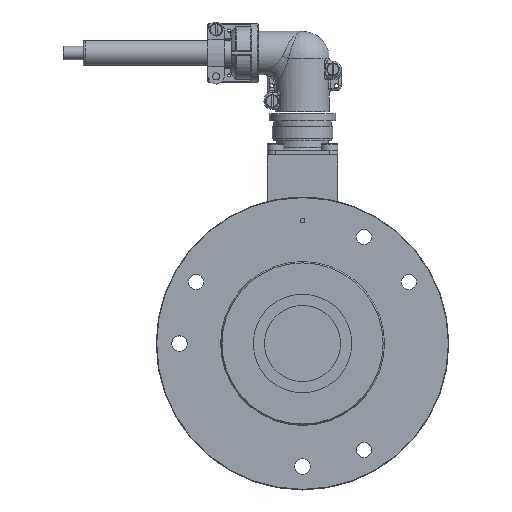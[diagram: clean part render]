
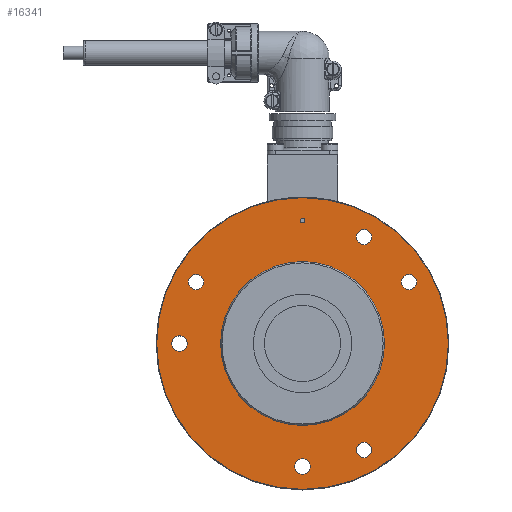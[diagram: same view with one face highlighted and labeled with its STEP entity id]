
A CAD part, top view. The second image highlights one B-rep face of the part: STEP entity #16341.
In plain terms, the highlighted planar face has unit normal (0, 0, 1).
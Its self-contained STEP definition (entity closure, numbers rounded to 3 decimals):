
#49 = AXIS2_PLACEMENT_3D ( 'NONE', #6409, #4902, #11830 ) ;
#196 = EDGE_LOOP ( 'NONE', ( #6897 ) ) ;
#215 = CARTESIAN_POINT ( 'NONE',  ( -49.2, 0., 39. ) ) ;
#231 = AXIS2_PLACEMENT_3D ( 'NONE', #16547, #4373, #9789 ) ;
#664 = AXIS2_PLACEMENT_3D ( 'NONE', #3556, #9064, #4718 ) ;
#918 = AXIS2_PLACEMENT_3D ( 'NONE', #1278, #6868, #12295 ) ;
#990 = EDGE_LOOP ( 'NONE', ( #12331 ) ) ;
#1193 = VERTEX_POINT ( 'NONE', #6593 ) ;
#1278 = CARTESIAN_POINT ( 'NONE',  ( -45.466, 26.25, 39. ) ) ;
#1886 = CARTESIAN_POINT ( 'NONE',  ( 3.3, -52.5, 39. ) ) ;
#1933 = FACE_BOUND ( 'NONE', #2345, .T. ) ;
#2184 = FACE_BOUND ( 'NONE', #10322, .T. ) ;
#2345 = EDGE_LOOP ( 'NONE', ( #2485 ) ) ;
#2391 = EDGE_CURVE ( 'NONE', #11080, #11080, #15613, .T. ) ;
#2485 = ORIENTED_EDGE ( 'NONE', *, *, #4098, .F. ) ;
#2851 = DIRECTION ( 'NONE',  ( 1., 0., 0. ) ) ;
#2873 = VERTEX_POINT ( 'NONE', #8548 ) ;
#3242 = CARTESIAN_POINT ( 'NONE',  ( 48.766, 26.25, 39. ) ) ;
#3338 = FACE_BOUND ( 'NONE', #8002, .T. ) ;
#3556 = CARTESIAN_POINT ( 'NONE',  ( 0., 52.5, 39. ) ) ;
#3700 = AXIS2_PLACEMENT_3D ( 'NONE', #14633, #13118, #14723 ) ;
#3908 = DIRECTION ( 'NONE',  ( 0., 0., 1. ) ) ;
#4098 = EDGE_CURVE ( 'NONE', #15414, #15414, #10723, .T. ) ;
#4373 = DIRECTION ( 'NONE',  ( 0., 0., 1. ) ) ;
#4447 = CIRCLE ( 'NONE', #6134, 3.3 ) ;
#4711 = ORIENTED_EDGE ( 'NONE', *, *, #2391, .T. ) ;
#4718 = DIRECTION ( 'NONE',  ( 1., 0., 0. ) ) ;
#4902 = DIRECTION ( 'NONE',  ( 0., 0., 1. ) ) ;
#4932 = DIRECTION ( 'NONE',  ( 0., 0., 1. ) ) ;
#5162 = CIRCLE ( 'NONE', #918, 3.3 ) ;
#5254 = DIRECTION ( 'NONE',  ( 0., 0., 1. ) ) ;
#5820 = EDGE_CURVE ( 'NONE', #11498, #11498, #8324, .T. ) ;
#6025 = ORIENTED_EDGE ( 'NONE', *, *, #15079, .F. ) ;
#6074 = CARTESIAN_POINT ( 'NONE',  ( 29.55, 45.466, 39. ) ) ;
#6134 = AXIS2_PLACEMENT_3D ( 'NONE', #12192, #5254, #10682 ) ;
#6261 = FACE_OUTER_BOUND ( 'NONE', #11187, .T. ) ;
#6409 = CARTESIAN_POINT ( 'NONE',  ( 26.25, -45.466, 39. ) ) ;
#6593 = CARTESIAN_POINT ( 'NONE',  ( 35., 0., 39. ) ) ;
#6868 = DIRECTION ( 'NONE',  ( 0., 0., 1. ) ) ;
#6897 = ORIENTED_EDGE ( 'NONE', *, *, #9001, .F. ) ;
#6982 = CARTESIAN_POINT ( 'NONE',  ( 62.3, 0., 39. ) ) ;
#7017 = EDGE_LOOP ( 'NONE', ( #8616 ) ) ;
#7041 = VERTEX_POINT ( 'NONE', #215 ) ;
#7410 = EDGE_LOOP ( 'NONE', ( #7954 ) ) ;
#7954 = ORIENTED_EDGE ( 'NONE', *, *, #5820, .F. ) ;
#7993 = DIRECTION ( 'NONE',  ( 1., 0., 0. ) ) ;
#8002 = EDGE_LOOP ( 'NONE', ( #12117 ) ) ;
#8324 = CIRCLE ( 'NONE', #664, 1. ) ;
#8548 = CARTESIAN_POINT ( 'NONE',  ( 29.55, -45.466, 39. ) ) ;
#8616 = ORIENTED_EDGE ( 'NONE', *, *, #12015, .F. ) ;
#8762 = FACE_BOUND ( 'NONE', #7017, .T. ) ;
#9001 = EDGE_CURVE ( 'NONE', #10335, #10335, #4447, .T. ) ;
#9064 = DIRECTION ( 'NONE',  ( 0., 0., 1. ) ) ;
#9070 = CARTESIAN_POINT ( 'NONE',  ( -52.5, 0., 39. ) ) ;
#9385 = CIRCLE ( 'NONE', #3700, 35. ) ;
#9388 = EDGE_LOOP ( 'NONE', ( #14649 ) ) ;
#9430 = AXIS2_PLACEMENT_3D ( 'NONE', #13515, #3908, #2851 ) ;
#9714 = CIRCLE ( 'NONE', #9430, 3.3 ) ;
#9789 = DIRECTION ( 'NONE',  ( 1., 0., 0. ) ) ;
#10057 = CARTESIAN_POINT ( 'NONE',  ( -42.166, 26.25, 39. ) ) ;
#10238 = DIRECTION ( 'NONE',  ( 1., 0., 0. ) ) ;
#10322 = EDGE_LOOP ( 'NONE', ( #6025 ) ) ;
#10335 = VERTEX_POINT ( 'NONE', #6074 ) ;
#10423 = CARTESIAN_POINT ( 'NONE',  ( 1., 52.5, 39. ) ) ;
#10682 = DIRECTION ( 'NONE',  ( 1., 0., 0. ) ) ;
#10723 = CIRCLE ( 'NONE', #231, 3.3 ) ;
#11080 = VERTEX_POINT ( 'NONE', #6982 ) ;
#11187 = EDGE_LOOP ( 'NONE', ( #4711 ) ) ;
#11498 = VERTEX_POINT ( 'NONE', #10423 ) ;
#11600 = PLANE ( 'NONE',  #17395 ) ;
#11681 = FACE_BOUND ( 'NONE', #196, .T. ) ;
#11766 = FACE_BOUND ( 'NONE', #990, .T. ) ;
#11830 = DIRECTION ( 'NONE',  ( 1., 0., 0. ) ) ;
#12015 = EDGE_CURVE ( 'NONE', #1193, #1193, #9385, .T. ) ;
#12117 = ORIENTED_EDGE ( 'NONE', *, *, #15384, .F. ) ;
#12192 = CARTESIAN_POINT ( 'NONE',  ( 26.25, 45.466, 39. ) ) ;
#12295 = DIRECTION ( 'NONE',  ( 1., 0., 0. ) ) ;
#12331 = ORIENTED_EDGE ( 'NONE', *, *, #12595, .F. ) ;
#12595 = EDGE_CURVE ( 'NONE', #7041, #7041, #16776, .T. ) ;
#12664 = EDGE_CURVE ( 'NONE', #2873, #2873, #15356, .T. ) ;
#13118 = DIRECTION ( 'NONE',  ( 0., 0., 1. ) ) ;
#13515 = CARTESIAN_POINT ( 'NONE',  ( 0., -52.5, 39. ) ) ;
#14183 = DIRECTION ( 'NONE',  ( 1., 0., 0. ) ) ;
#14353 = FACE_BOUND ( 'NONE', #9388, .T. ) ;
#14389 = VERTEX_POINT ( 'NONE', #10057 ) ;
#14497 = DIRECTION ( 'NONE',  ( 0., 0., 1. ) ) ;
#14633 = CARTESIAN_POINT ( 'NONE',  ( 0., 0., 39. ) ) ;
#14649 = ORIENTED_EDGE ( 'NONE', *, *, #12664, .F. ) ;
#14723 = DIRECTION ( 'NONE',  ( 1., 0., 0. ) ) ;
#15079 = EDGE_CURVE ( 'NONE', #14389, #14389, #5162, .T. ) ;
#15093 = AXIS2_PLACEMENT_3D ( 'NONE', #9070, #14497, #10238 ) ;
#15356 = CIRCLE ( 'NONE', #49, 3.3 ) ;
#15384 = EDGE_CURVE ( 'NONE', #15729, #15729, #9714, .T. ) ;
#15414 = VERTEX_POINT ( 'NONE', #3242 ) ;
#15513 = FACE_BOUND ( 'NONE', #7410, .T. ) ;
#15613 = CIRCLE ( 'NONE', #16198, 62.3 ) ;
#15729 = VERTEX_POINT ( 'NONE', #1886 ) ;
#16181 = DIRECTION ( 'NONE',  ( 0., 0., 1. ) ) ;
#16198 = AXIS2_PLACEMENT_3D ( 'NONE', #16272, #16181, #7993 ) ;
#16272 = CARTESIAN_POINT ( 'NONE',  ( 0., 0., 39. ) ) ;
#16341 = ADVANCED_FACE ( 'NONE', ( #15513, #6261, #2184, #11766, #3338, #14353, #1933, #11681, #8762 ), #11600, .T. ) ;
#16547 = CARTESIAN_POINT ( 'NONE',  ( 45.466, 26.25, 39. ) ) ;
#16776 = CIRCLE ( 'NONE', #15093, 3.3 ) ;
#17020 = CARTESIAN_POINT ( 'NONE',  ( 0., 0., 39. ) ) ;
#17395 = AXIS2_PLACEMENT_3D ( 'NONE', #17020, #4932, #14183 ) ;
